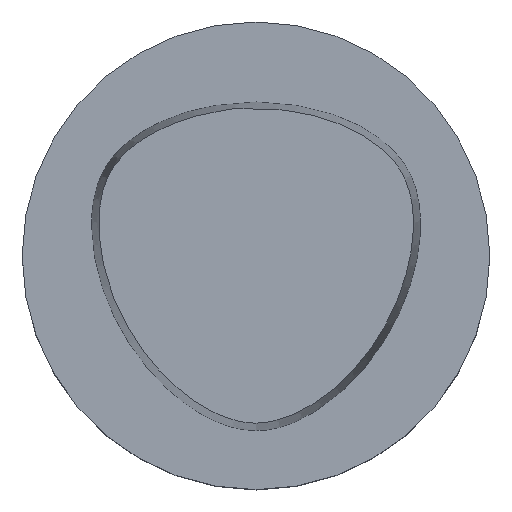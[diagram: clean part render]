
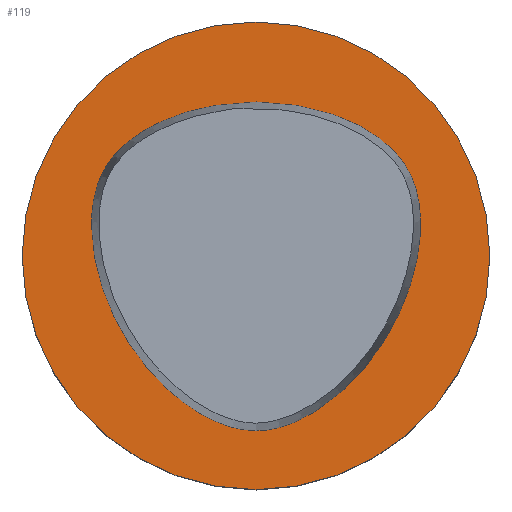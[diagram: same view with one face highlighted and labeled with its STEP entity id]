
A CAD part, top view. The second image highlights one B-rep face of the part: STEP entity #119.
In plain terms, the highlighted planar face has unit normal (0, 0, 1).
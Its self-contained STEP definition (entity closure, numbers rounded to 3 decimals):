
#113=EDGE_CURVE('Unnamed[1]',#236,#236,#237,.T.);
#119=ADVANCED_FACE('Unnamed[1]',(#245,#246),#247,.T.);
#121=EDGE_CURVE('Unnamed[1]',#218,#218,#249,.T.);
#218=VERTEX_POINT('',#799);
#236=VERTEX_POINT('',#824);
#237=CIRCLE('',#825,25.0);
#245=FACE_OUTER_BOUND('',#835,.T.);
#246=FACE_BOUND('',#836,.T.);
#247=PLANE('',#837);
#249=B_SPLINE_CURVE_WITH_KNOTS('',3,(#840,#841,#842,#843,#844,#845,#846,#847,#848,#849,#850,#851,#852,#853,#854,#855,#856,#857,#858,#859,#860,#861,#862,#863,#864,#865,#866,#867,#868,#869,#870,#871,#872,#873,#874,#875,#876,#877,#878,#879,#880,#881,#882,#883,#884,#885,#886,#887,#888,#889,#890,#891),.UNSPECIFIED.,.T.,.F.,(4,3,1,1,1,1,1,1,1,1,1,1,1,1,1,1,1,1,1,1,1,1,1,1,1,1,1,1,1,1,1,1,1,1,1,1,1,1,1,1,1,1,1,1,1,1,1,4),(0.,0.,0.023,0.046,0.069,0.09,0.112,0.133,0.153,0.173,0.194,0.215,0.236,0.257,0.28,0.303,0.326,0.349,0.372,0.394,0.417,0.438,0.459,0.48,0.5,0.52,0.541,0.562,0.583,0.606,0.628,0.651,0.674,0.697,0.72,0.743,0.764,0.785,0.806,0.827,0.847,0.867,0.888,0.91,0.931,0.954,0.977,1.0),.UNSPECIFIED.);
#799=CARTESIAN_POINT('',(-0.001,-18.694,0.0));
#824=CARTESIAN_POINT('',(0.,25.0,0.));
#825=AXIS2_PLACEMENT_3D('',#1010,#1011,#1012);
#835=EDGE_LOOP('',(#1020));
#836=EDGE_LOOP('',(#1021));
#837=AXIS2_PLACEMENT_3D('',#1022,#1023,#1024);
#840=CARTESIAN_POINT('',(-0.001,-18.694,0.0));
#841=CARTESIAN_POINT('',(-0.011,-18.694,0.0));
#842=CARTESIAN_POINT('',(-0.02,-18.694,0.0));
#843=CARTESIAN_POINT('',(-0.029,-18.694,0.0));
#844=CARTESIAN_POINT('',(-0.868,-18.695,0.0));
#845=CARTESIAN_POINT('',(-2.552,-18.418,0.0));
#846=CARTESIAN_POINT('',(-4.899,-17.498,0.0));
#847=CARTESIAN_POINT('',(-7.042,-16.239,0.0));
#848=CARTESIAN_POINT('',(-8.953,-14.751,0.0));
#849=CARTESIAN_POINT('',(-10.656,-13.119,0.0));
#850=CARTESIAN_POINT('',(-12.164,-11.372,0.0));
#851=CARTESIAN_POINT('',(-13.489,-9.526,0.0));
#852=CARTESIAN_POINT('',(-14.645,-7.587,0.0));
#853=CARTESIAN_POINT('',(-15.637,-5.55,0.0));
#854=CARTESIAN_POINT('',(-16.457,-3.408,0.0));
#855=CARTESIAN_POINT('',(-17.089,-1.155,0.0));
#856=CARTESIAN_POINT('',(-17.497,1.211,0.0));
#857=CARTESIAN_POINT('',(-17.639,3.672,0.0));
#858=CARTESIAN_POINT('',(-17.405,6.179,0.0));
#859=CARTESIAN_POINT('',(-16.692,8.64,0.0));
#860=CARTESIAN_POINT('',(-15.284,10.803,0.0));
#861=CARTESIAN_POINT('',(-13.394,12.511,0.0));
#862=CARTESIAN_POINT('',(-11.276,13.846,0.0));
#863=CARTESIAN_POINT('',(-9.049,14.853,0.0));
#864=CARTESIAN_POINT('',(-6.791,15.6,0.0));
#865=CARTESIAN_POINT('',(-4.52,16.102,0.0));
#866=CARTESIAN_POINT('',(-2.262,16.323,0.0));
#867=CARTESIAN_POINT('',(-0.01,16.517,0.0));
#868=CARTESIAN_POINT('',(2.243,16.331,0.0));
#869=CARTESIAN_POINT('',(4.52,16.097,0.0));
#870=CARTESIAN_POINT('',(6.791,15.599,0.0));
#871=CARTESIAN_POINT('',(9.058,14.87,0.0));
#872=CARTESIAN_POINT('',(11.284,13.857,0.0));
#873=CARTESIAN_POINT('',(13.39,12.506,0.0));
#874=CARTESIAN_POINT('',(15.273,10.794,0.0));
#875=CARTESIAN_POINT('',(16.68,8.635,0.0));
#876=CARTESIAN_POINT('',(17.41,6.181,0.0));
#877=CARTESIAN_POINT('',(17.651,3.673,0.0));
#878=CARTESIAN_POINT('',(17.499,1.211,0.0));
#879=CARTESIAN_POINT('',(17.085,-1.154,0.0));
#880=CARTESIAN_POINT('',(16.457,-3.408,0.0));
#881=CARTESIAN_POINT('',(15.638,-5.55,0.0));
#882=CARTESIAN_POINT('',(14.645,-7.586,0.0));
#883=CARTESIAN_POINT('',(13.489,-9.526,0.0));
#884=CARTESIAN_POINT('',(12.164,-11.372,0.0));
#885=CARTESIAN_POINT('',(10.656,-13.118,0.0));
#886=CARTESIAN_POINT('',(8.95,-14.746,0.0));
#887=CARTESIAN_POINT('',(7.035,-16.229,0.0));
#888=CARTESIAN_POINT('',(4.906,-17.513,0.0));
#889=CARTESIAN_POINT('',(2.545,-18.442,0.0));
#890=CARTESIAN_POINT('',(0.847,-18.69,0.0));
#891=CARTESIAN_POINT('',(-0.001,-18.694,0.0));
#1010=CARTESIAN_POINT('',(0.0,0.0,0.0));
#1011=DIRECTION('',(0.,0.,-1.0));
#1012=DIRECTION('',(0.,1.0,0.));
#1020=ORIENTED_EDGE('',*,*,#113,.F.);
#1021=ORIENTED_EDGE('',*,*,#121,.T.);
#1022=CARTESIAN_POINT('',(0.,12.5,0.));
#1023=DIRECTION('',(0.,0.,1.0));
#1024=DIRECTION('',(0.,-1.0,0.));
